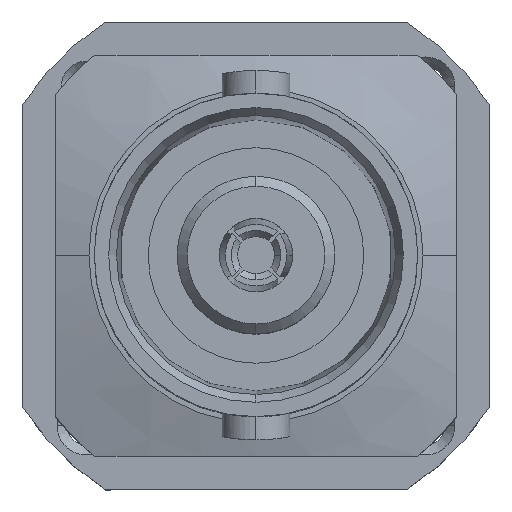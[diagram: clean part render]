
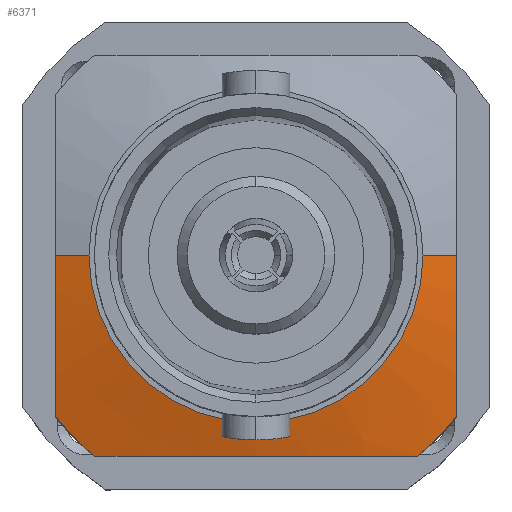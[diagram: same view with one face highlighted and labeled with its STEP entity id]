
A CAD part, top view. The second image highlights one B-rep face of the part: STEP entity #6371.
In plain terms, the highlighted conical face has half-angle 75 degrees and reference radius 7.7 mm.
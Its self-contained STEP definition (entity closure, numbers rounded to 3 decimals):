
#49 = CARTESIAN_POINT ( 'NONE',  ( 0., 0., -12.023 ) ) ;
#283 = DIRECTION ( 'NONE',  ( -1., 0., 0. ) ) ;
#331 = CARTESIAN_POINT ( 'NONE',  ( -6., -4.826, -12.023 ) ) ;
#348 = CARTESIAN_POINT ( 'NONE',  ( 0.799, -6., -11.568 ) ) ;
#403 = CARTESIAN_POINT ( 'NONE',  ( -4.826, -6., -12.023 ) ) ;
#420 = CARTESIAN_POINT ( 'NONE',  ( 0., 0., -12.023 ) ) ;
#458 = DIRECTION ( 'NONE',  ( 0., 0., 1. ) ) ;
#484 = DIRECTION ( 'NONE',  ( 1., 0., 0. ) ) ;
#486 = CARTESIAN_POINT ( 'NONE',  ( 5., 0., -11.3 ) ) ;
#528 = CARTESIAN_POINT ( 'NONE',  ( -6., -4.826, -12.023 ) ) ;
#535 = DIRECTION ( 'NONE',  ( 1., 0., 0. ) ) ;
#693 = AXIS2_PLACEMENT_3D ( 'NONE', #49, #4547, #701 ) ;
#701 = DIRECTION ( 'NONE',  ( 1., 0., 0. ) ) ;
#895 = AXIS2_PLACEMENT_3D ( 'NONE', #420, #458, #484 ) ;
#941 = CARTESIAN_POINT ( 'NONE',  ( -6., -1.611, -11.613 ) ) ;
#971 = CARTESIAN_POINT ( 'NONE',  ( -6., -0.806, -11.568 ) ) ;
#998 = CARTESIAN_POINT ( 'NONE',  ( -6., -4.024, -11.889 ) ) ;
#1009 = CARTESIAN_POINT ( 'NONE',  ( -1.615, -6., -11.613 ) ) ;
#1059 = AXIS2_PLACEMENT_3D ( 'NONE', #8205, #4394, #535 ) ;
#1090 = CARTESIAN_POINT ( 'NONE',  ( -5., 0., -11.3 ) ) ;
#1510 = EDGE_CURVE ( 'NONE', #5986, #1854, #3319, .T. ) ;
#1573 = ORIENTED_EDGE ( 'NONE', *, *, #6825, .F. ) ;
#1593 = CARTESIAN_POINT ( 'NONE',  ( -6., 0., -11.568 ) ) ;
#1631 = CARTESIAN_POINT ( 'NONE',  ( 6., -3.22, -11.774 ) ) ;
#1658 = CARTESIAN_POINT ( 'NONE',  ( -4.025, -6., -11.889 ) ) ;
#1665 = EDGE_CURVE ( 'NONE', #5365, #1854, #1900, .T. ) ;
#1854 = VERTEX_POINT ( 'NONE', #6442 ) ;
#1894 = B_SPLINE_CURVE_WITH_KNOTS ( 'NONE', 3,
 ( #3541, #7384, #5469, #1631, #6114, #2281 ),
 .UNSPECIFIED., .F., .F.,
 ( 4, 2, 4 ),
 ( 0.025, 0.027, 0.03 ),
 .UNSPECIFIED. ) ;
#1900 = LINE ( 'NONE', #3590, #5095 ) ;
#1979 = EDGE_CURVE ( 'NONE', #5986, #6470, #7986, .T. ) ;
#2238 = CONICAL_SURFACE ( 'NONE', #5135, 7.7, 1.309 ) ;
#2281 = CARTESIAN_POINT ( 'NONE',  ( 6., -4.826, -12.023 ) ) ;
#2429 = DIRECTION ( 'NONE',  ( 0.966, 0., -0.259 ) ) ;
#2530 = CARTESIAN_POINT ( 'NONE',  ( 4.826, -6., -12.023 ) ) ;
#2958 = ORIENTED_EDGE ( 'NONE', *, *, #7566, .T. ) ;
#3042 = FACE_OUTER_BOUND ( 'NONE', #7125, .T. ) ;
#3191 = VECTOR ( 'NONE', #2429, 1000. ) ;
#3319 = B_SPLINE_CURVE_WITH_KNOTS ( 'NONE', 3,
 ( #331, #998, #6070, #941, #971, #1593 ),
 .UNSPECIFIED., .F., .F.,
 ( 4, 2, 4 ),
 ( 0.007, 0.01, 0.012 ),
 .UNSPECIFIED. ) ;
#3541 = CARTESIAN_POINT ( 'NONE',  ( 6., 0., -11.568 ) ) ;
#3565 = CARTESIAN_POINT ( 'NONE',  ( 4.826, -6., -12.023 ) ) ;
#3590 = CARTESIAN_POINT ( 'NONE',  ( -7.7, 0., -12.023 ) ) ;
#3716 = ORIENTED_EDGE ( 'NONE', *, *, #7229, .F. ) ;
#4025 = CIRCLE ( 'NONE', #1059, 5. ) ;
#4215 = CARTESIAN_POINT ( 'NONE',  ( 1.605, -6., -11.612 ) ) ;
#4394 = DIRECTION ( 'NONE',  ( 0., 0., 1. ) ) ;
#4537 = ORIENTED_EDGE ( 'NONE', *, *, #1510, .F. ) ;
#4547 = DIRECTION ( 'NONE',  ( 0., 0., 1. ) ) ;
#4761 = CARTESIAN_POINT ( 'NONE',  ( 0., 0., -12.023 ) ) ;
#4790 = VERTEX_POINT ( 'NONE', #7846 ) ;
#4845 = CARTESIAN_POINT ( 'NONE',  ( -0.811, -6., -11.568 ) ) ;
#4882 = LINE ( 'NONE', #6894, #3191 ) ;
#4897 = ORIENTED_EDGE ( 'NONE', *, *, #5840, .F. ) ;
#5095 = VECTOR ( 'NONE', #8196, 1000. ) ;
#5135 = AXIS2_PLACEMENT_3D ( 'NONE', #4761, #7325, #283 ) ;
#5290 = VERTEX_POINT ( 'NONE', #7700 ) ;
#5365 = VERTEX_POINT ( 'NONE', #1090 ) ;
#5451 = EDGE_CURVE ( 'NONE', #6785, #5290, #4882, .T. ) ;
#5469 = CARTESIAN_POINT ( 'NONE',  ( 6., -1.611, -11.613 ) ) ;
#5496 = CARTESIAN_POINT ( 'NONE',  ( -3.222, -6., -11.774 ) ) ;
#5574 = B_SPLINE_CURVE_WITH_KNOTS ( 'NONE', 3,
 ( #3565, #7408, #8027, #4215, #348, #4845, #1009, #5496, #1658, #6138 ),
 .UNSPECIFIED., .F., .F.,
 ( 4, 2, 2, 2, 4 ),
 ( 0.02, 0.023, 0.025, 0.027, 0.03 ),
 .UNSPECIFIED. ) ;
#5795 = CIRCLE ( 'NONE', #693, 7.7 ) ;
#5840 = EDGE_CURVE ( 'NONE', #5290, #4790, #1894, .T. ) ;
#5986 = VERTEX_POINT ( 'NONE', #528 ) ;
#6070 = CARTESIAN_POINT ( 'NONE',  ( -6., -3.22, -11.774 ) ) ;
#6114 = CARTESIAN_POINT ( 'NONE',  ( 6., -4.024, -11.889 ) ) ;
#6138 = CARTESIAN_POINT ( 'NONE',  ( -4.826, -6., -12.023 ) ) ;
#6371 = ADVANCED_FACE ( 'NONE', ( #3042 ), #2238, .T. ) ;
#6442 = CARTESIAN_POINT ( 'NONE',  ( -6., 0., -11.568 ) ) ;
#6470 = VERTEX_POINT ( 'NONE', #403 ) ;
#6785 = VERTEX_POINT ( 'NONE', #486 ) ;
#6825 = EDGE_CURVE ( 'NONE', #5365, #6785, #4025, .T. ) ;
#6894 = CARTESIAN_POINT ( 'NONE',  ( 7.7, 0., -12.023 ) ) ;
#6927 = ORIENTED_EDGE ( 'NONE', *, *, #1665, .T. ) ;
#7125 = EDGE_LOOP ( 'NONE', ( #7463, #1573, #6927, #4537, #7305, #3716, #2958, #4897 ) ) ;
#7229 = EDGE_CURVE ( 'NONE', #8304, #6470, #5574, .T. ) ;
#7305 = ORIENTED_EDGE ( 'NONE', *, *, #1979, .T. ) ;
#7325 = DIRECTION ( 'NONE',  ( 0., 0., -1. ) ) ;
#7384 = CARTESIAN_POINT ( 'NONE',  ( 6., -0.806, -11.568 ) ) ;
#7408 = CARTESIAN_POINT ( 'NONE',  ( 4.026, -6., -11.889 ) ) ;
#7463 = ORIENTED_EDGE ( 'NONE', *, *, #5451, .F. ) ;
#7566 = EDGE_CURVE ( 'NONE', #8304, #4790, #5795, .T. ) ;
#7700 = CARTESIAN_POINT ( 'NONE',  ( 6., 0., -11.568 ) ) ;
#7846 = CARTESIAN_POINT ( 'NONE',  ( 6., -4.826, -12.023 ) ) ;
#7986 = CIRCLE ( 'NONE', #895, 7.7 ) ;
#8027 = CARTESIAN_POINT ( 'NONE',  ( 3.219, -6., -11.774 ) ) ;
#8196 = DIRECTION ( 'NONE',  ( -0.966, 0., -0.259 ) ) ;
#8205 = CARTESIAN_POINT ( 'NONE',  ( 0., 0., -11.3 ) ) ;
#8304 = VERTEX_POINT ( 'NONE', #2530 ) ;
